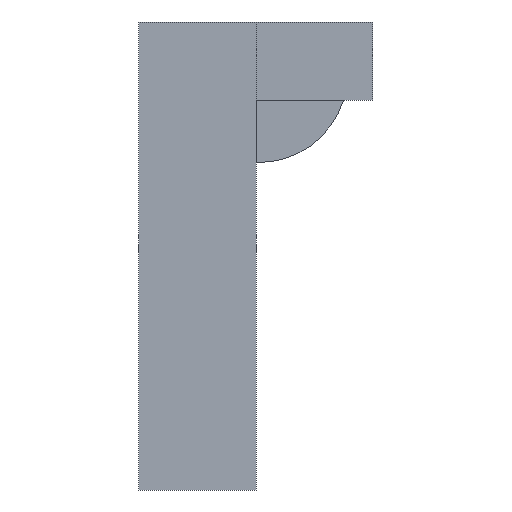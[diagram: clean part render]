
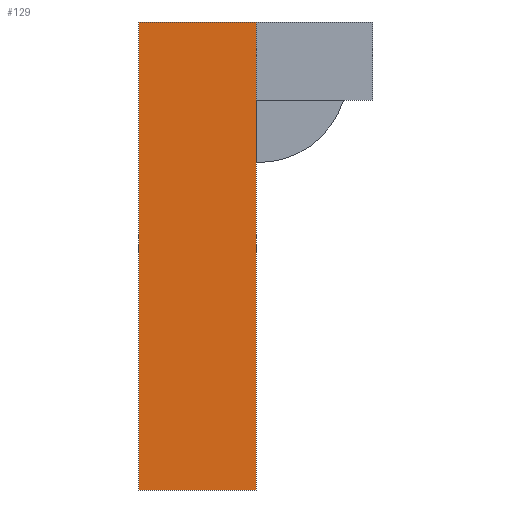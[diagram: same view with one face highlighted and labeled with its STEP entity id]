
A CAD part, front view. The second image highlights one B-rep face of the part: STEP entity #129.
In plain terms, the highlighted planar face has unit normal (0, -1, 0).
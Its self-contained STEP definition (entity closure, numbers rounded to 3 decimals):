
#129=ADVANCED_FACE('',(#228),#182,.F.);
#182=PLANE('',#903);
#228=FACE_OUTER_BOUND('',#281,.T.);
#281=EDGE_LOOP('',(#381,#382,#383,#384));
#381=ORIENTED_EDGE('',*,*,#629,.F.);
#382=ORIENTED_EDGE('',*,*,#622,.T.);
#383=ORIENTED_EDGE('',*,*,#630,.T.);
#384=ORIENTED_EDGE('',*,*,#627,.F.);
#544=VERTEX_POINT('',#1223);
#546=VERTEX_POINT('',#1227);
#549=VERTEX_POINT('',#1237);
#550=VERTEX_POINT('',#1239);
#622=EDGE_CURVE('',#544,#546,#725,.T.);
#627=EDGE_CURVE('',#549,#550,#730,.T.);
#629=EDGE_CURVE('',#544,#549,#732,.T.);
#630=EDGE_CURVE('',#546,#550,#733,.T.);
#725=LINE('',#1228,#820);
#730=LINE('',#1238,#825);
#732=LINE('',#1242,#827);
#733=LINE('',#1243,#828);
#820=VECTOR('',#1001,1.);
#825=VECTOR('',#1010,1.);
#827=VECTOR('',#1014,1.);
#828=VECTOR('',#1015,1.);
#903=AXIS2_PLACEMENT_3D('',#1244,#1016,#1017);
#1001=DIRECTION('',(0.,0.,1.));
#1010=DIRECTION('',(0.,0.,1.));
#1014=DIRECTION('',(-1.,0.,0.));
#1015=DIRECTION('',(-1.,0.,0.));
#1016=DIRECTION('',(0.,1.,0.));
#1017=DIRECTION('',(0.,0.,1.));
#1223=CARTESIAN_POINT('',(0.,-100.,0.));
#1227=CARTESIAN_POINT('',(0.,-100.,1200.));
#1228=CARTESIAN_POINT('',(0.,-100.,1200.));
#1237=CARTESIAN_POINT('',(-300.,-100.,0.));
#1238=CARTESIAN_POINT('',(-300.,-100.,1200.));
#1239=CARTESIAN_POINT('',(-300.,-100.,1200.));
#1242=CARTESIAN_POINT('',(-300.,-100.,0.));
#1243=CARTESIAN_POINT('',(-300.,-100.,1200.));
#1244=CARTESIAN_POINT('',(-300.,-100.,1200.));
